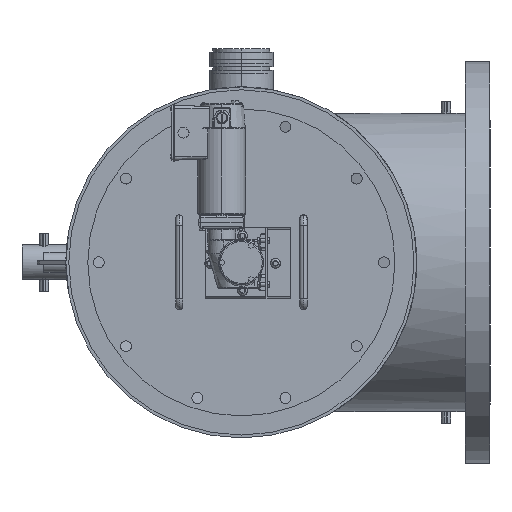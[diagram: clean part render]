
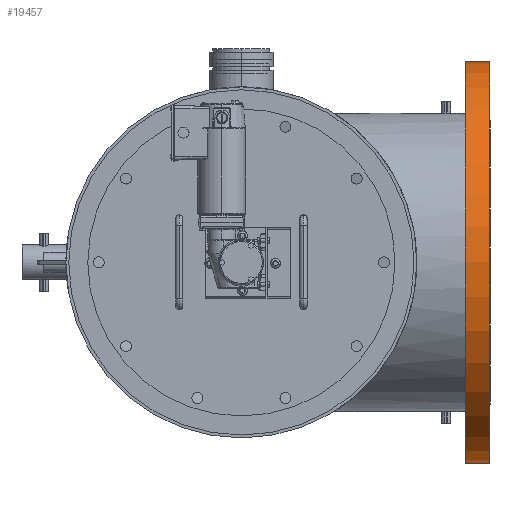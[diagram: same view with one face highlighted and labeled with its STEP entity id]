
A CAD part, left-side view. The second image highlights one B-rep face of the part: STEP entity #19457.
In plain terms, the highlighted cylindrical face has radius 349.25 mm (diameter 698.5 mm), a partial arc.
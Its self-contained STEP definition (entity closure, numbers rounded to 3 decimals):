
#1926 = DIRECTION ( 'NONE',  ( 0., -1., 0. ) ) ;
#2035 = CARTESIAN_POINT ( 'NONE',  ( 496.316, -388.874, 0. ) ) ;
#2231 = ORIENTED_EDGE ( 'NONE', *, *, #18075, .T. ) ;
#2721 = VECTOR ( 'NONE', #1926, 1000. ) ;
#2779 = EDGE_LOOP ( 'NONE', ( #22776, #2231, #4257, #18767 ) ) ;
#3671 = LINE ( 'NONE', #28660, #2721 ) ;
#4115 = EDGE_CURVE ( 'NONE', #31636, #17482, #28548, .T. ) ;
#4128 = CARTESIAN_POINT ( 'NONE',  ( 496.316, -388.874, -349.25 ) ) ;
#4257 = ORIENTED_EDGE ( 'NONE', *, *, #4115, .T. ) ;
#4979 = FACE_OUTER_BOUND ( 'NONE', #2779, .T. ) ;
#7194 = VERTEX_POINT ( 'NONE', #19661 ) ;
#10588 = VECTOR ( 'NONE', #16185, 1000. ) ;
#13202 = CIRCLE ( 'NONE', #21508, 349.25 ) ;
#13632 = CARTESIAN_POINT ( 'NONE',  ( 496.316, -388.874, 0. ) ) ;
#14916 = DIRECTION ( 'NONE',  ( 0., 0., -1. ) ) ;
#16185 = DIRECTION ( 'NONE',  ( 0., -1., 0. ) ) ;
#16298 = VERTEX_POINT ( 'NONE', #25280 ) ;
#16537 = CARTESIAN_POINT ( 'NONE',  ( 496.316, -431.8, -349.25 ) ) ;
#17397 = DIRECTION ( 'NONE',  ( 0., 0., -1. ) ) ;
#17482 = VERTEX_POINT ( 'NONE', #16537 ) ;
#18075 = EDGE_CURVE ( 'NONE', #7194, #31636, #13202, .T. ) ;
#18767 = ORIENTED_EDGE ( 'NONE', *, *, #39055, .F. ) ;
#19404 = DIRECTION ( 'NONE',  ( 0., 0., -1. ) ) ;
#19457 = ADVANCED_FACE ( 'NONE', ( #4979 ), #24368, .T. ) ;
#19661 = CARTESIAN_POINT ( 'NONE',  ( 496.316, -388.874, 349.25 ) ) ;
#21508 = AXIS2_PLACEMENT_3D ( 'NONE', #2035, #38153, #17397 ) ;
#22461 = AXIS2_PLACEMENT_3D ( 'NONE', #24015, #29678, #14916 ) ;
#22776 = ORIENTED_EDGE ( 'NONE', *, *, #28035, .F. ) ;
#24015 = CARTESIAN_POINT ( 'NONE',  ( 496.316, -431.8, 0. ) ) ;
#24368 = CYLINDRICAL_SURFACE ( 'NONE', #28970, 349.25 ) ;
#25280 = CARTESIAN_POINT ( 'NONE',  ( 496.316, -431.8, 349.25 ) ) ;
#28035 = EDGE_CURVE ( 'NONE', #7194, #16298, #3671, .T. ) ;
#28548 = LINE ( 'NONE', #4128, #10588 ) ;
#28660 = CARTESIAN_POINT ( 'NONE',  ( 496.316, -388.874, 349.25 ) ) ;
#28970 = AXIS2_PLACEMENT_3D ( 'NONE', #13632, #37525, #19404 ) ;
#29678 = DIRECTION ( 'NONE',  ( 0., -1., 0. ) ) ;
#31636 = VERTEX_POINT ( 'NONE', #34324 ) ;
#34324 = CARTESIAN_POINT ( 'NONE',  ( 496.316, -388.874, -349.25 ) ) ;
#36528 = CIRCLE ( 'NONE', #22461, 349.25 ) ;
#37525 = DIRECTION ( 'NONE',  ( 0., -1., 0. ) ) ;
#38153 = DIRECTION ( 'NONE',  ( 0., -1., 0. ) ) ;
#39055 = EDGE_CURVE ( 'NONE', #16298, #17482, #36528, .T. ) ;
